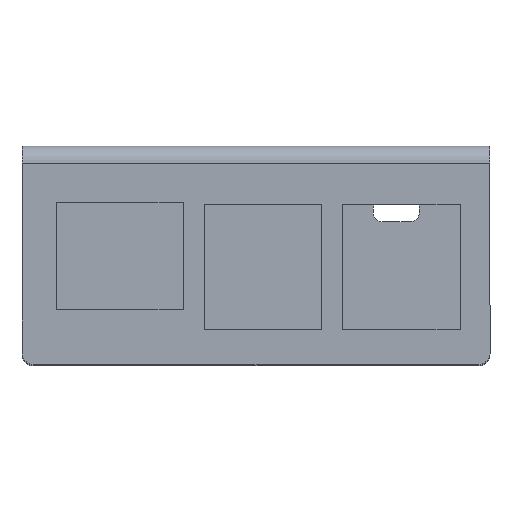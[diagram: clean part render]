
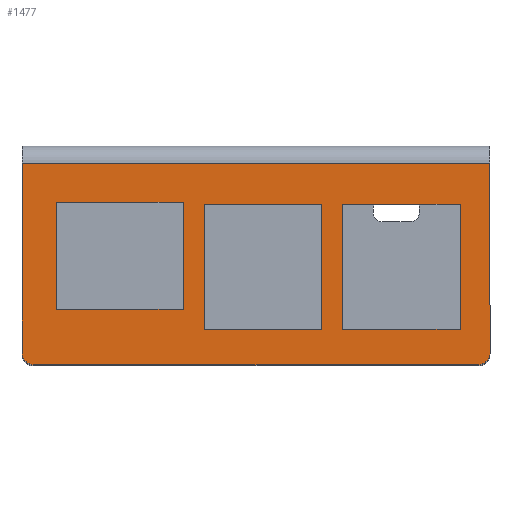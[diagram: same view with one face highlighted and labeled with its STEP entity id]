
A CAD part, top view. The second image highlights one B-rep face of the part: STEP entity #1477.
In plain terms, the highlighted planar face has unit normal (0, 0, 1).
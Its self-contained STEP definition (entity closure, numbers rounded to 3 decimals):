
#12 = LINE ( 'NONE', #3777, #2938 ) ;
#47 = EDGE_CURVE ( 'NONE', #2781, #3779, #2359, .T. ) ;
#173 = DIRECTION ( 'NONE',  ( 0., 0., 1. ) ) ;
#212 = VECTOR ( 'NONE', #1072, 1000. ) ;
#236 = CARTESIAN_POINT ( 'NONE',  ( 30.5, -27., 47.5 ) ) ;
#251 = CARTESIAN_POINT ( 'NONE',  ( 0., 0., 47.5 ) ) ;
#313 = CARTESIAN_POINT ( 'NONE',  ( 26.6, -23.9, 47.5 ) ) ;
#339 = DIRECTION ( 'NONE',  ( 0., 0., 1. ) ) ;
#425 = EDGE_CURVE ( 'NONE', #2329, #4927, #3468, .T. ) ;
#439 = VERTEX_POINT ( 'NONE', #3079 ) ;
#452 = VECTOR ( 'NONE', #2746, 1000. ) ;
#479 = EDGE_LOOP ( 'NONE', ( #3922, #1946, #3521, #3743, #4148, #2885 ) ) ;
#535 = CARTESIAN_POINT ( 'NONE',  ( -30.5, -27., 47.5 ) ) ;
#577 = CARTESIAN_POINT ( 'NONE',  ( 11.3, -23.9, 47.5 ) ) ;
#582 = DIRECTION ( 'NONE',  ( 0., -1., 0. ) ) ;
#589 = DIRECTION ( 'NONE',  ( 0., 1., 0. ) ) ;
#592 = EDGE_CURVE ( 'NONE', #2085, #2329, #4304, .T. ) ;
#609 = CARTESIAN_POINT ( 'NONE',  ( -9.5, -7.3, 47.5 ) ) ;
#670 = DIRECTION ( 'NONE',  ( 0., -1., 0. ) ) ;
#720 = CARTESIAN_POINT ( 'NONE',  ( -9.5, -7.3, 47.5 ) ) ;
#728 = CARTESIAN_POINT ( 'NONE',  ( -6.7, -7.6, 47.5 ) ) ;
#754 = VECTOR ( 'NONE', #1063, 1000. ) ;
#783 = FACE_BOUND ( 'NONE', #3806, .T. ) ;
#811 = LINE ( 'NONE', #313, #2056 ) ;
#884 = CARTESIAN_POINT ( 'NONE',  ( 30.5, -2.237, 47.5 ) ) ;
#912 = EDGE_CURVE ( 'NONE', #1016, #2085, #12, .T. ) ;
#974 = CARTESIAN_POINT ( 'NONE',  ( -9.5, -21.3, 47.5 ) ) ;
#1016 = VERTEX_POINT ( 'NONE', #974 ) ;
#1018 = AXIS2_PLACEMENT_3D ( 'NONE', #251, #173, #582 ) ;
#1054 = LINE ( 'NONE', #3551, #3413 ) ;
#1063 = DIRECTION ( 'NONE',  ( 0., -1., 0. ) ) ;
#1072 = DIRECTION ( 'NONE',  ( -1., 0., 0. ) ) ;
#1084 = VERTEX_POINT ( 'NONE', #577 ) ;
#1136 = ORIENTED_EDGE ( 'NONE', *, *, #2793, .F. ) ;
#1173 = ORIENTED_EDGE ( 'NONE', *, *, #592, .F. ) ;
#1197 = DIRECTION ( 'NONE',  ( 0., 1., 0. ) ) ;
#1264 = FACE_BOUND ( 'NONE', #4486, .T. ) ;
#1327 = CARTESIAN_POINT ( 'NONE',  ( -6.7, -23.9, 47.5 ) ) ;
#1344 = VECTOR ( 'NONE', #4391, 1000. ) ;
#1358 = VERTEX_POINT ( 'NONE', #1327 ) ;
#1477 = ADVANCED_FACE ( 'NONE', ( #3449, #1264, #783, #2671 ), #1826, .T. ) ;
#1522 = VECTOR ( 'NONE', #1197, 1000. ) ;
#1571 = CARTESIAN_POINT ( 'NONE',  ( -26., -7.3, 47.5 ) ) ;
#1581 = EDGE_CURVE ( 'NONE', #1084, #2352, #4094, .T. ) ;
#1630 = EDGE_CURVE ( 'NONE', #2389, #3874, #1829, .T. ) ;
#1662 = VECTOR ( 'NONE', #2179, 1000. ) ;
#1785 = VERTEX_POINT ( 'NONE', #884 ) ;
#1787 = CARTESIAN_POINT ( 'NONE',  ( -30.5, -2.237, 47.5 ) ) ;
#1798 = CIRCLE ( 'NONE', #2350, 1.5 ) ;
#1826 = PLANE ( 'NONE',  #1018 ) ;
#1829 = LINE ( 'NONE', #5232, #212 ) ;
#1872 = LINE ( 'NONE', #4171, #4922 ) ;
#1887 = DIRECTION ( 'NONE',  ( -1., 0., 0. ) ) ;
#1909 = LINE ( 'NONE', #5015, #4283 ) ;
#1910 = CARTESIAN_POINT ( 'NONE',  ( 26.6, -23.9, 47.5 ) ) ;
#1921 = CARTESIAN_POINT ( 'NONE',  ( 11.3, -23.9, 47.5 ) ) ;
#1946 = ORIENTED_EDGE ( 'NONE', *, *, #5313, .T. ) ;
#1964 = DIRECTION ( 'NONE',  ( 1., 0., 0. ) ) ;
#1980 = ORIENTED_EDGE ( 'NONE', *, *, #425, .F. ) ;
#2056 = VECTOR ( 'NONE', #589, 1000. ) ;
#2061 = EDGE_CURVE ( 'NONE', #4690, #1358, #4626, .T. ) ;
#2085 = VERTEX_POINT ( 'NONE', #609 ) ;
#2161 = CARTESIAN_POINT ( 'NONE',  ( 26.6, -7.6, 47.5 ) ) ;
#2179 = DIRECTION ( 'NONE',  ( -1., 0., 0. ) ) ;
#2197 = ORIENTED_EDGE ( 'NONE', *, *, #5169, .F. ) ;
#2204 = ORIENTED_EDGE ( 'NONE', *, *, #2061, .F. ) ;
#2275 = LINE ( 'NONE', #4753, #3203 ) ;
#2313 = EDGE_CURVE ( 'NONE', #4927, #1016, #5143, .T. ) ;
#2329 = VERTEX_POINT ( 'NONE', #1571 ) ;
#2350 = AXIS2_PLACEMENT_3D ( 'NONE', #4022, #339, #4794 ) ;
#2352 = VERTEX_POINT ( 'NONE', #4027 ) ;
#2359 = LINE ( 'NONE', #2161, #1662 ) ;
#2389 = VERTEX_POINT ( 'NONE', #4547 ) ;
#2441 = ORIENTED_EDGE ( 'NONE', *, *, #2495, .F. ) ;
#2464 = CARTESIAN_POINT ( 'NONE',  ( -29., -27., 47.5 ) ) ;
#2495 = EDGE_CURVE ( 'NONE', #439, #4690, #1909, .T. ) ;
#2522 = DIRECTION ( 'NONE',  ( 0., 1., 0. ) ) ;
#2600 = CARTESIAN_POINT ( 'NONE',  ( -6.7, -23.9, 47.5 ) ) ;
#2671 = FACE_OUTER_BOUND ( 'NONE', #479, .T. ) ;
#2683 = DIRECTION ( 'NONE',  ( 1., 0., 0. ) ) ;
#2746 = DIRECTION ( 'NONE',  ( 1., 0., 0. ) ) ;
#2759 = CARTESIAN_POINT ( 'NONE',  ( 0., -2.237, 47.5 ) ) ;
#2781 = VERTEX_POINT ( 'NONE', #3486 ) ;
#2793 = EDGE_CURVE ( 'NONE', #3233, #439, #2275, .T. ) ;
#2885 = ORIENTED_EDGE ( 'NONE', *, *, #4334, .T. ) ;
#2901 = LINE ( 'NONE', #1921, #754 ) ;
#2902 = DIRECTION ( 'NONE',  ( 0., -1., 0. ) ) ;
#2934 = CARTESIAN_POINT ( 'NONE',  ( -26., -21.3, 47.5 ) ) ;
#2938 = VECTOR ( 'NONE', #2522, 1000. ) ;
#3020 = EDGE_CURVE ( 'NONE', #4939, #5201, #4090, .T. ) ;
#3079 = CARTESIAN_POINT ( 'NONE',  ( 8.6, -7.6, 47.5 ) ) ;
#3203 = VECTOR ( 'NONE', #5178, 1000. ) ;
#3233 = VERTEX_POINT ( 'NONE', #4151 ) ;
#3269 = ORIENTED_EDGE ( 'NONE', *, *, #47, .F. ) ;
#3299 = DIRECTION ( 'NONE',  ( 0., 0., 1. ) ) ;
#3352 = VECTOR ( 'NONE', #1887, 1000. ) ;
#3362 = DIRECTION ( 'NONE',  ( -1., 0., 0. ) ) ;
#3413 = VECTOR ( 'NONE', #2683, 1000. ) ;
#3449 = FACE_BOUND ( 'NONE', #3901, .T. ) ;
#3458 = DIRECTION ( 'NONE',  ( 0., -1., 0. ) ) ;
#3468 = LINE ( 'NONE', #4718, #4967 ) ;
#3486 = CARTESIAN_POINT ( 'NONE',  ( 26.6, -7.6, 47.5 ) ) ;
#3521 = ORIENTED_EDGE ( 'NONE', *, *, #4877, .F. ) ;
#3551 = CARTESIAN_POINT ( 'NONE',  ( 8.6, -23.9, 47.5 ) ) ;
#3583 = EDGE_CURVE ( 'NONE', #1785, #5201, #4706, .T. ) ;
#3615 = EDGE_CURVE ( 'NONE', #3779, #1084, #2901, .T. ) ;
#3743 = ORIENTED_EDGE ( 'NONE', *, *, #3583, .T. ) ;
#3777 = CARTESIAN_POINT ( 'NONE',  ( -9.5, -21.3, 47.5 ) ) ;
#3779 = VERTEX_POINT ( 'NONE', #4025 ) ;
#3791 = DIRECTION ( 'NONE',  ( 0., -1., 0. ) ) ;
#3795 = ORIENTED_EDGE ( 'NONE', *, *, #4613, .F. ) ;
#3806 = EDGE_LOOP ( 'NONE', ( #4818, #5134, #1980, #1173 ) ) ;
#3874 = VERTEX_POINT ( 'NONE', #4096 ) ;
#3901 = EDGE_LOOP ( 'NONE', ( #3795, #4010, #4980, #3269 ) ) ;
#3922 = ORIENTED_EDGE ( 'NONE', *, *, #1630, .F. ) ;
#4010 = ORIENTED_EDGE ( 'NONE', *, *, #1581, .F. ) ;
#4022 = CARTESIAN_POINT ( 'NONE',  ( 29., -27., 47.5 ) ) ;
#4025 = CARTESIAN_POINT ( 'NONE',  ( 11.3, -7.6, 47.5 ) ) ;
#4027 = CARTESIAN_POINT ( 'NONE',  ( 26.6, -23.9, 47.5 ) ) ;
#4046 = VECTOR ( 'NONE', #1964, 1000. ) ;
#4090 = LINE ( 'NONE', #4109, #1522 ) ;
#4094 = LINE ( 'NONE', #1910, #452 ) ;
#4096 = CARTESIAN_POINT ( 'NONE',  ( -29., -28.5, 47.5 ) ) ;
#4109 = CARTESIAN_POINT ( 'NONE',  ( -30.5, -1.5, 47.5 ) ) ;
#4148 = ORIENTED_EDGE ( 'NONE', *, *, #3020, .F. ) ;
#4151 = CARTESIAN_POINT ( 'NONE',  ( 8.6, -23.9, 47.5 ) ) ;
#4171 = CARTESIAN_POINT ( 'NONE',  ( 30.5, -28.5, 47.5 ) ) ;
#4283 = VECTOR ( 'NONE', #3362, 1000. ) ;
#4304 = LINE ( 'NONE', #720, #1344 ) ;
#4323 = CIRCLE ( 'NONE', #4533, 1.5 ) ;
#4334 = EDGE_CURVE ( 'NONE', #4939, #3874, #4323, .T. ) ;
#4391 = DIRECTION ( 'NONE',  ( -1., 0., 0. ) ) ;
#4486 = EDGE_LOOP ( 'NONE', ( #1136, #2197, #2204, #2441 ) ) ;
#4533 = AXIS2_PLACEMENT_3D ( 'NONE', #2464, #3299, #2902 ) ;
#4547 = CARTESIAN_POINT ( 'NONE',  ( 29., -28.5, 47.5 ) ) ;
#4613 = EDGE_CURVE ( 'NONE', #2352, #2781, #811, .T. ) ;
#4626 = LINE ( 'NONE', #2600, #5155 ) ;
#4690 = VERTEX_POINT ( 'NONE', #728 ) ;
#4706 = LINE ( 'NONE', #2759, #3352 ) ;
#4718 = CARTESIAN_POINT ( 'NONE',  ( -26., -21.3, 47.5 ) ) ;
#4753 = CARTESIAN_POINT ( 'NONE',  ( 8.6, -23.9, 47.5 ) ) ;
#4794 = DIRECTION ( 'NONE',  ( 0., -1., 0. ) ) ;
#4818 = ORIENTED_EDGE ( 'NONE', *, *, #912, .F. ) ;
#4877 = EDGE_CURVE ( 'NONE', #1785, #5021, #1872, .T. ) ;
#4922 = VECTOR ( 'NONE', #3791, 1000. ) ;
#4927 = VERTEX_POINT ( 'NONE', #2934 ) ;
#4931 = CARTESIAN_POINT ( 'NONE',  ( -9.5, -21.3, 47.5 ) ) ;
#4939 = VERTEX_POINT ( 'NONE', #535 ) ;
#4967 = VECTOR ( 'NONE', #3458, 1000. ) ;
#4980 = ORIENTED_EDGE ( 'NONE', *, *, #3615, .F. ) ;
#5015 = CARTESIAN_POINT ( 'NONE',  ( 8.6, -7.6, 47.5 ) ) ;
#5021 = VERTEX_POINT ( 'NONE', #236 ) ;
#5134 = ORIENTED_EDGE ( 'NONE', *, *, #2313, .F. ) ;
#5143 = LINE ( 'NONE', #4931, #4046 ) ;
#5155 = VECTOR ( 'NONE', #670, 1000. ) ;
#5169 = EDGE_CURVE ( 'NONE', #1358, #3233, #1054, .T. ) ;
#5178 = DIRECTION ( 'NONE',  ( 0., 1., 0. ) ) ;
#5201 = VERTEX_POINT ( 'NONE', #1787 ) ;
#5232 = CARTESIAN_POINT ( 'NONE',  ( -30.5, -28.5, 47.5 ) ) ;
#5313 = EDGE_CURVE ( 'NONE', #2389, #5021, #1798, .T. ) ;
